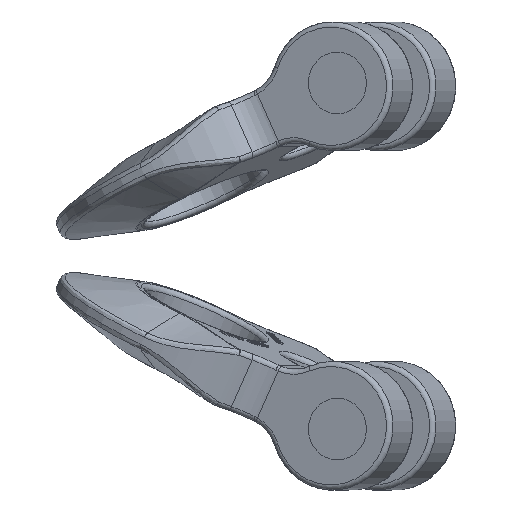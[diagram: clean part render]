
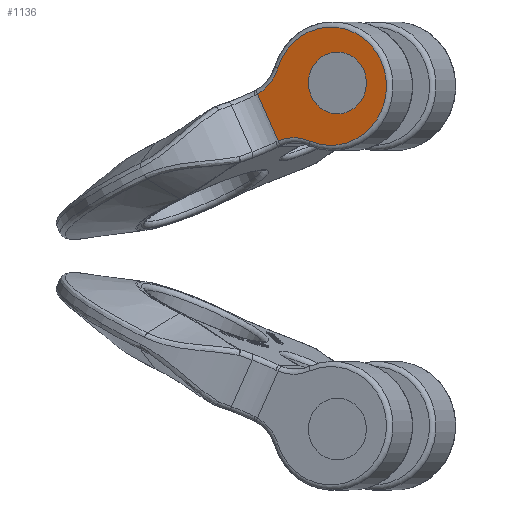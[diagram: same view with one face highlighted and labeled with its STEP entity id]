
A CAD part, left-side view. The second image highlights one B-rep face of the part: STEP entity #1136.
In plain terms, the highlighted planar face has unit normal (-0.94, 0.342, 0).
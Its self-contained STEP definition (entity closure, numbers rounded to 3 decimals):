
#1136=ADVANCED_FACE('',(#2730,#5942),#2122,.F.);
#2122=PLANE('',#21221);
#2730=FACE_OUTER_BOUND('',#6382,.T.);
#3694=CIRCLE('',#21217,18.);
#3695=CIRCLE('',#21218,23.);
#3696=CIRCLE('',#21219,18.);
#3697=CIRCLE('',#21220,12.);
#5942=FACE_BOUND('',#6383,.T.);
#6382=EDGE_LOOP('',(#9003,#9004,#9005,#9006));
#6383=EDGE_LOOP('',(#9007));
#9003=ORIENTED_EDGE('',*,*,#16168,.F.);
#9004=ORIENTED_EDGE('',*,*,#16169,.T.);
#9005=ORIENTED_EDGE('',*,*,#16170,.T.);
#9006=ORIENTED_EDGE('',*,*,#16171,.T.);
#9007=ORIENTED_EDGE('',*,*,#16172,.F.);
#13969=VERTEX_POINT('',#30927);
#13970=VERTEX_POINT('',#30928);
#13971=VERTEX_POINT('',#30930);
#13972=VERTEX_POINT('',#30932);
#13973=VERTEX_POINT('',#30935);
#16168=EDGE_CURVE('',#13969,#13970,#3694,.T.);
#16169=EDGE_CURVE('',#13969,#13971,#3695,.T.);
#16170=EDGE_CURVE('',#13971,#13972,#3696,.T.);
#16171=EDGE_CURVE('',#13972,#13970,#18603,.T.);
#16172=EDGE_CURVE('',#13973,#13973,#3697,.T.);
#18603=LINE('',#30933,#19851);
#19851=VECTOR('',#22940,1.);
#21217=AXIS2_PLACEMENT_3D('',#30926,#22934,#22935);
#21218=AXIS2_PLACEMENT_3D('',#30929,#22936,#22937);
#21219=AXIS2_PLACEMENT_3D('',#30931,#22938,#22939);
#21220=AXIS2_PLACEMENT_3D('',#30934,#22941,#22942);
#21221=AXIS2_PLACEMENT_3D('',#30936,#22943,#22944);
#22934=DIRECTION('',(-0.94,0.342,0.));
#22935=DIRECTION('',(0.31,0.852,-0.423));
#22936=DIRECTION('',(-0.94,0.342,0.));
#22937=DIRECTION('',(0.31,0.852,-0.423));
#22938=DIRECTION('',(0.94,-0.342,0.));
#22939=DIRECTION('',(0.31,0.852,-0.423));
#22940=DIRECTION('',(-0.145,-0.397,-0.906));
#22941=DIRECTION('',(-0.94,0.342,0.));
#22942=DIRECTION('',(0.145,0.397,0.906));
#22943=DIRECTION('',(0.94,-0.342,0.));
#22944=DIRECTION('',(0.31,0.852,-0.423));
#30926=CARTESIAN_POINT('',(-164.473,-337.77,27.937));
#30927=CARTESIAN_POINT('',(-166.772,-344.086,44.634));
#30928=CARTESIAN_POINT('',(-162.256,-331.679,44.729));
#30929=CARTESIAN_POINT('',(-169.71,-352.157,65.971));
#30930=CARTESIAN_POINT('',(-162.231,-331.61,73.106));
#30931=CARTESIAN_POINT('',(-156.379,-315.53,78.69));
#30932=CARTESIAN_POINT('',(-159.353,-323.703,62.93));
#30933=CARTESIAN_POINT('',(-156.179,-314.983,82.832));
#30934=CARTESIAN_POINT('',(-170.639,-354.712,67.238));
#30935=CARTESIAN_POINT('',(-168.905,-349.946,78.114));
#30936=CARTESIAN_POINT('',(-156.179,-314.983,82.832));
